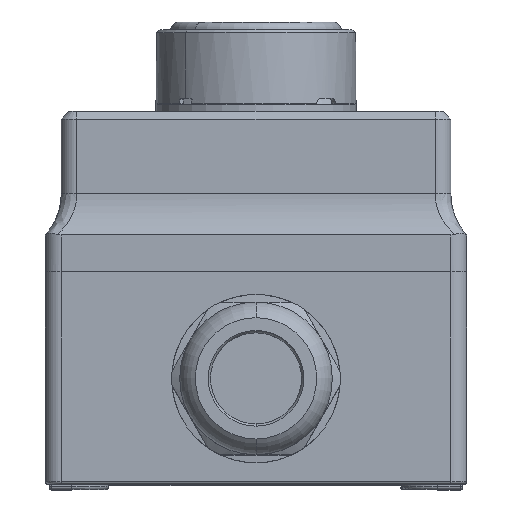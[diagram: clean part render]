
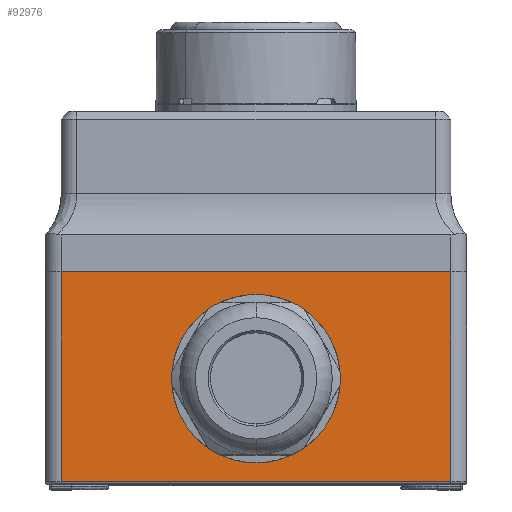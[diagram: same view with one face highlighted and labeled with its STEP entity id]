
A CAD part, top view. The second image highlights one B-rep face of the part: STEP entity #92976.
In plain terms, the highlighted planar face has unit normal (0, 0, 1).
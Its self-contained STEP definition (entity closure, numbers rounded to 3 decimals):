
#1297 = VERTEX_POINT ( 'NONE', #53570 ) ;
#2604 = PLANE ( 'NONE',  #35761 ) ;
#10613 = AXIS2_PLACEMENT_3D ( 'NONE', #97671, #46369, #106236 ) ;
#10919 = DIRECTION ( 'NONE',  ( 1., 0., 0. ) ) ;
#10996 = VECTOR ( 'NONE', #55540, 1000. ) ;
#11912 = ORIENTED_EDGE ( 'NONE', *, *, #40128, .T. ) ;
#14141 = EDGE_LOOP ( 'NONE', ( #102975, #100013 ) ) ;
#14238 = FACE_OUTER_BOUND ( 'NONE', #94481, .T. ) ;
#17693 = CARTESIAN_POINT ( 'NONE',  ( 37., 0.5, 46.5 ) ) ;
#19037 = VECTOR ( 'NONE', #10919, 1000. ) ;
#19727 = VERTEX_POINT ( 'NONE', #91946 ) ;
#19870 = DIRECTION ( 'NONE',  ( -1., 0., 0. ) ) ;
#20719 = EDGE_CURVE ( 'NONE', #19727, #43147, #57614, .T. ) ;
#24488 = LINE ( 'NONE', #80648, #10996 ) ;
#29363 = VERTEX_POINT ( 'NONE', #62739 ) ;
#29443 = CARTESIAN_POINT ( 'NONE',  ( -37., 40.3, 46.5 ) ) ;
#30225 = CARTESIAN_POINT ( 'NONE',  ( 37., 40.3, 46.5 ) ) ;
#30922 = ORIENTED_EDGE ( 'NONE', *, *, #66643, .T. ) ;
#31268 = ORIENTED_EDGE ( 'NONE', *, *, #108935, .T. ) ;
#35637 = CIRCLE ( 'NONE', #10613, 12.6 ) ;
#35761 = AXIS2_PLACEMENT_3D ( 'NONE', #62499, #71130, #19870 ) ;
#36130 = EDGE_CURVE ( 'NONE', #80165, #29363, #64543, .T. ) ;
#38818 = DIRECTION ( 'NONE',  ( 0., 1., 0. ) ) ;
#40128 = EDGE_CURVE ( 'NONE', #80165, #1297, #41383, .T. ) ;
#41383 = LINE ( 'NONE', #29443, #58766 ) ;
#43147 = VERTEX_POINT ( 'NONE', #50114 ) ;
#46369 = DIRECTION ( 'NONE',  ( 0., 0., 1. ) ) ;
#50080 = DIRECTION ( 'NONE',  ( 0., 0., 1. ) ) ;
#50114 = CARTESIAN_POINT ( 'NONE',  ( 12.6, 20., 46.5 ) ) ;
#53570 = CARTESIAN_POINT ( 'NONE',  ( -37., 0.5, 46.5 ) ) ;
#55540 = DIRECTION ( 'NONE',  ( 1., 0., 0. ) ) ;
#55559 = ORIENTED_EDGE ( 'NONE', *, *, #36130, .F. ) ;
#57614 = CIRCLE ( 'NONE', #109498, 12.6 ) ;
#58766 = VECTOR ( 'NONE', #72091, 1000. ) ;
#62499 = CARTESIAN_POINT ( 'NONE',  ( -40., 40.3, 46.5 ) ) ;
#62739 = CARTESIAN_POINT ( 'NONE',  ( 37., 40.3, 46.5 ) ) ;
#64543 = LINE ( 'NONE', #104855, #19037 ) ;
#65479 = LINE ( 'NONE', #30225, #108321 ) ;
#66643 = EDGE_CURVE ( 'NONE', #1297, #110028, #24488, .T. ) ;
#71032 = CARTESIAN_POINT ( 'NONE',  ( -37., 40.3, 46.5 ) ) ;
#71130 = DIRECTION ( 'NONE',  ( 0., 0., -1. ) ) ;
#72091 = DIRECTION ( 'NONE',  ( 0., -1., 0. ) ) ;
#79872 = FACE_BOUND ( 'NONE', #14141, .T. ) ;
#80165 = VERTEX_POINT ( 'NONE', #71032 ) ;
#80648 = CARTESIAN_POINT ( 'NONE',  ( -40., 0.5, 46.5 ) ) ;
#91946 = CARTESIAN_POINT ( 'NONE',  ( -12.6, 20., 46.5 ) ) ;
#92976 = ADVANCED_FACE ( 'NONE', ( #79872, #14238 ), #2604, .F. ) ;
#93241 = EDGE_CURVE ( 'NONE', #43147, #19727, #35637, .T. ) ;
#94481 = EDGE_LOOP ( 'NONE', ( #30922, #31268, #55559, #11912 ) ) ;
#97671 = CARTESIAN_POINT ( 'NONE',  ( 0., 20., 46.5 ) ) ;
#100013 = ORIENTED_EDGE ( 'NONE', *, *, #20719, .F. ) ;
#101329 = CARTESIAN_POINT ( 'NONE',  ( 0., 20., 46.5 ) ) ;
#102975 = ORIENTED_EDGE ( 'NONE', *, *, #93241, .F. ) ;
#104855 = CARTESIAN_POINT ( 'NONE',  ( -40., 40.3, 46.5 ) ) ;
#106236 = DIRECTION ( 'NONE',  ( 1., 0., 0. ) ) ;
#108321 = VECTOR ( 'NONE', #38818, 1000. ) ;
#108935 = EDGE_CURVE ( 'NONE', #110028, #29363, #65479, .T. ) ;
#109498 = AXIS2_PLACEMENT_3D ( 'NONE', #101329, #50080, #109929 ) ;
#109929 = DIRECTION ( 'NONE',  ( 1., 0., 0. ) ) ;
#110028 = VERTEX_POINT ( 'NONE', #17693 ) ;
